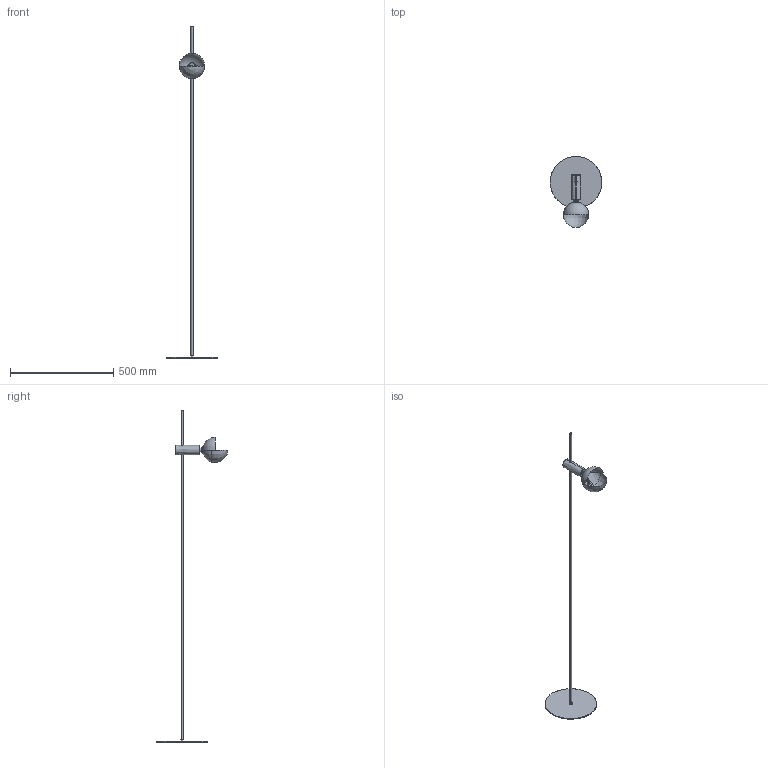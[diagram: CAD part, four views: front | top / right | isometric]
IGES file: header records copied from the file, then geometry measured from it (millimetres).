
Start section: SolidWorks IGES file using analytic representation for surfaces
Global section: file name: 25-8520.IGS; native system: SolidWorks 2020; preprocessor: SolidWorks 2020; author: dromero; date: 210823.143729; units: millimetre
Bounding box: 249.97 x 346.48 x 1608 mm (x, y, z)
Surface area: 216785.5 mm2 (no closed solid volume)
Topology: 0 solids, 0 shells, 30 faces, 596 edges, 595 vertices
Faces by surface type: revolution 16, bspline 14
